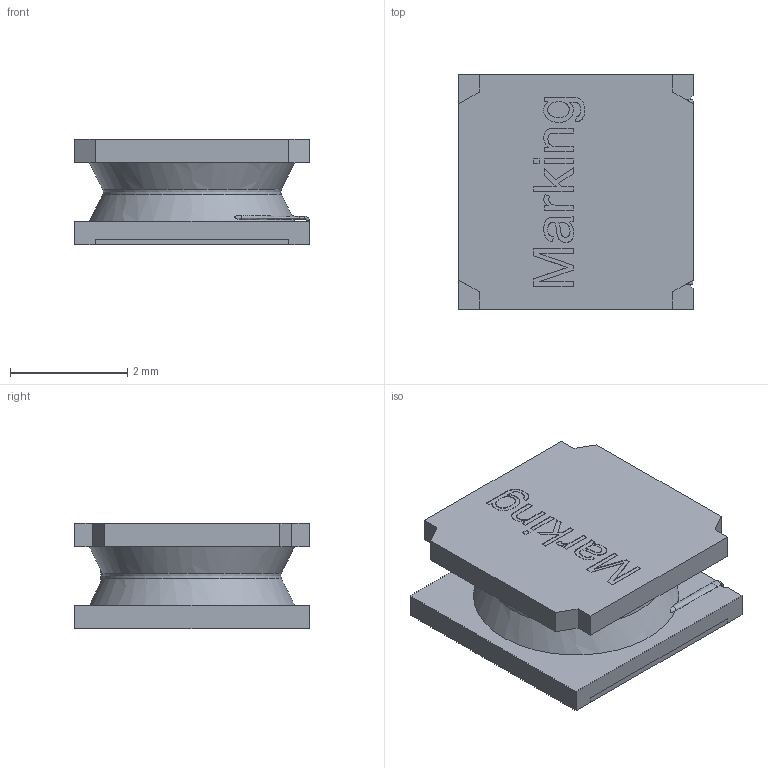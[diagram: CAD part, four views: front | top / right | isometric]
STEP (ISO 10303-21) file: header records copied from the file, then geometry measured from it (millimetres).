
FILE_DESCRIPTION(('FreeCAD Model'),'2;1');
FILE_NAME('NR4040.step', '2017-08-03T16:20:59',('kicad StepUp'),('ksu MCAD'), 'Open CASCADE STEP processor 6.8','FreeCAD','Unknown');
FILE_SCHEMA(('AUTOMOTIVE_DESIGN_CC2 { 1 2 10303 214 -1 1 5 4 }'));
Length unit declared in the file: millimetre
Products named in the file (1): NR4040
Bounding box: 4 x 4 x 1.8 mm (x, y, z)
Volume: 20.9 mm3; surface area: 69.1 mm2
Topology: 1 solids, 1 shells, 138 faces, 352 edges, 225 vertices
Faces by surface type: plane 101, bspline 20, extrusion 16, torus 1
Entity records: 8533 total; most frequent: CARTESIAN_POINT 4612, ORIENTED_EDGE 708, DIRECTION 412, EDGE_CURVE 352, VERTEX_POINT 225, VECTOR 188, B_SPLINE_CURVE_WITH_KNOTS 186, LINE 172
